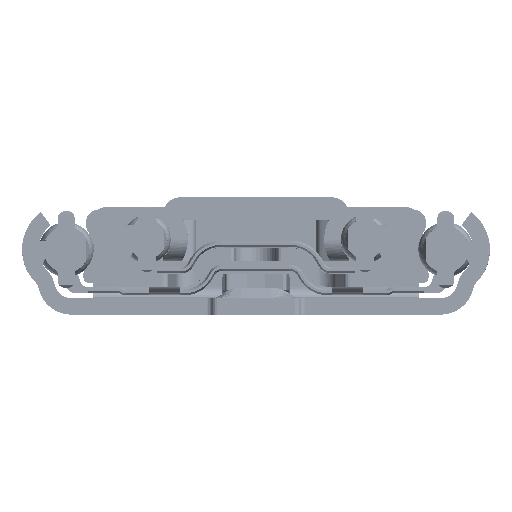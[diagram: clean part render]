
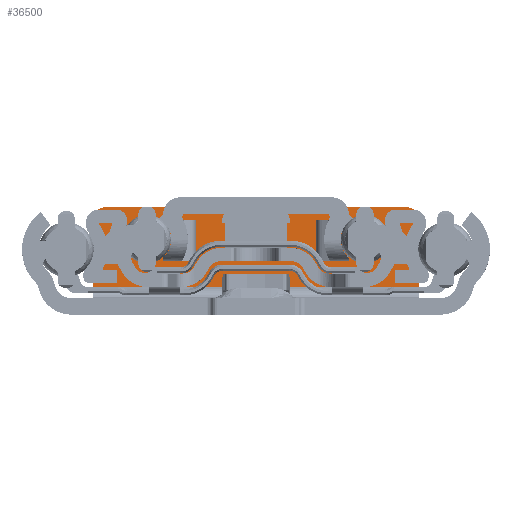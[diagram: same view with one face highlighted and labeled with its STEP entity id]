
A CAD part, front view. The second image highlights one B-rep face of the part: STEP entity #36500.
In plain terms, the highlighted planar face has unit normal (0, -1, 0).
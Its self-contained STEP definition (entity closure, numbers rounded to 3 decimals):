
#781=PLANE('',#38697);
#1633=FACE_OUTER_BOUND('',#3732,.T.);
#3732=EDGE_LOOP('',(#24408,#24409,#24410,#24411,#24412,#24413));
#5886=CIRCLE('',#38698,2.);
#5887=CIRCLE('',#38699,2.);
#7700=LINE('',#54221,#10659);
#7741=LINE('',#54349,#10700);
#7743=LINE('',#54355,#10702);
#7744=LINE('',#54358,#10703);
#10659=VECTOR('',#42994,53.);
#10700=VECTOR('',#43155,11.);
#10702=VECTOR('',#43161,49.);
#10703=VECTOR('',#43164,11.);
#14540=VERTEX_POINT('',#54218);
#14541=VERTEX_POINT('',#54220);
#14567=VERTEX_POINT('',#54346);
#14569=VERTEX_POINT('',#54352);
#14570=VERTEX_POINT('',#54354);
#14571=VERTEX_POINT('',#54356);
#18321=EDGE_CURVE('',#14541,#14540,#7700,.T.);
#18385=EDGE_CURVE('',#14540,#14567,#7741,.T.);
#18387=EDGE_CURVE('',#14569,#14567,#5886,.T.);
#18388=EDGE_CURVE('',#14570,#14569,#7743,.T.);
#18389=EDGE_CURVE('',#14571,#14570,#5887,.T.);
#18390=EDGE_CURVE('',#14571,#14541,#7744,.T.);
#24408=ORIENTED_EDGE('',*,*,#18387,.F.);
#24409=ORIENTED_EDGE('',*,*,#18388,.F.);
#24410=ORIENTED_EDGE('',*,*,#18389,.F.);
#24411=ORIENTED_EDGE('',*,*,#18390,.T.);
#24412=ORIENTED_EDGE('',*,*,#18321,.T.);
#24413=ORIENTED_EDGE('',*,*,#18385,.T.);
#36500=ADVANCED_FACE('',(#1633),#781,.T.);
#38697=AXIS2_PLACEMENT_3D('',#54351,#43157,#43158);
#38698=AXIS2_PLACEMENT_3D('',#54353,#43159,#43160);
#38699=AXIS2_PLACEMENT_3D('',#54357,#43162,#43163);
#42994=DIRECTION('',(1.,0.,0.));
#43155=DIRECTION('',(0.,0.,1.));
#43157=DIRECTION('center_axis',(0.,-1.,0.));
#43158=DIRECTION('ref_axis',(0.,0.,-1.));
#43159=DIRECTION('center_axis',(0.,1.,0.));
#43160=DIRECTION('ref_axis',(0.707,0.,0.707));
#43161=DIRECTION('',(1.,0.,0.));
#43162=DIRECTION('center_axis',(0.,1.,0.));
#43163=DIRECTION('ref_axis',(-0.707,0.,0.707));
#43164=DIRECTION('',(0.,0.,-1.));
#54218=CARTESIAN_POINT('',(26.5,797.3,4.5));
#54220=CARTESIAN_POINT('',(-26.5,797.3,4.5));
#54221=CARTESIAN_POINT('',(0.,797.3,4.5));
#54346=CARTESIAN_POINT('',(26.5,797.3,15.5));
#54349=CARTESIAN_POINT('',(26.5,797.3,17.5));
#54351=CARTESIAN_POINT('Origin',(0.,797.3,4.5));
#54352=CARTESIAN_POINT('',(24.5,797.3,17.5));
#54353=CARTESIAN_POINT('Origin',(24.5,797.3,15.5));
#54354=CARTESIAN_POINT('',(-24.5,797.3,17.5));
#54355=CARTESIAN_POINT('',(0.,797.3,17.5));
#54356=CARTESIAN_POINT('',(-26.5,797.3,15.5));
#54357=CARTESIAN_POINT('Origin',(-24.5,797.3,15.5));
#54358=CARTESIAN_POINT('',(-26.5,797.3,17.5));
